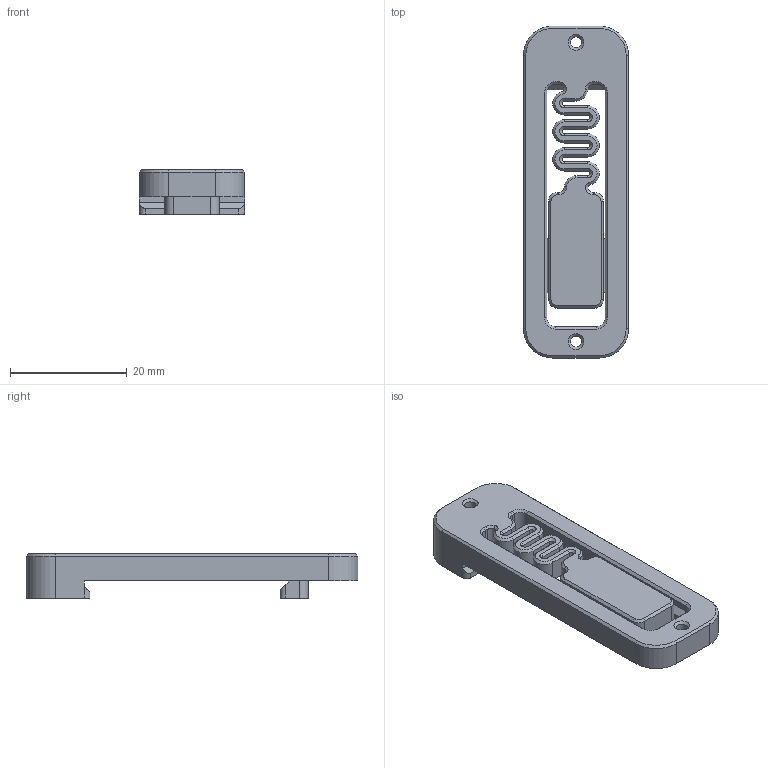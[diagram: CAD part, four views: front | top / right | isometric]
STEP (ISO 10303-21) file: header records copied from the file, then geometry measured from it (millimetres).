
FILE_DESCRIPTION(/* description */ (''),/* implementation_level */ '2;1');
FILE_NAME(/* name */ 'pcb_din_clip.step',/* time_stamp */ '2022-03-04T20:25:01+01:00',/* author */ (''),/* organization */ (''),/* preprocessor_version */ 'ST-DEVELOPER v18.1',/* originating_system */ 'Autodesk Translation Framework v10.13.0.1454',/* authorisation */ '');
FILE_SCHEMA (('AUTOMOTIVE_DESIGN { 1 0 10303 214 3 1 1 }'));
Length unit declared in the file: millimetre
Products named in the file (2): (Unsaved); RPi Bracket v1
Assembly tree (1 placements, depth 2):
  (Unsaved)
    RPi Bracket v1
Bounding box: 18 x 56.9 x 7.6 mm (x, y, z)
Volume: 4380.2 mm3; surface area: 3730.6 mm2
Topology: 1 solids, 1 shells, 153 faces, 382 edges, 234 vertices
Faces by surface type: plane 73, cylinder 46, cone 34
Full cylindrical faces by diameter (mm): 1.9 x2
Entity records: 4578 total; most frequent: DIRECTION 820, CARTESIAN_POINT 772, ORIENTED_EDGE 764, EDGE_CURVE 382, AXIS2_PLACEMENT_3D 282, LINE 256, VECTOR 256, VERTEX_POINT 234
